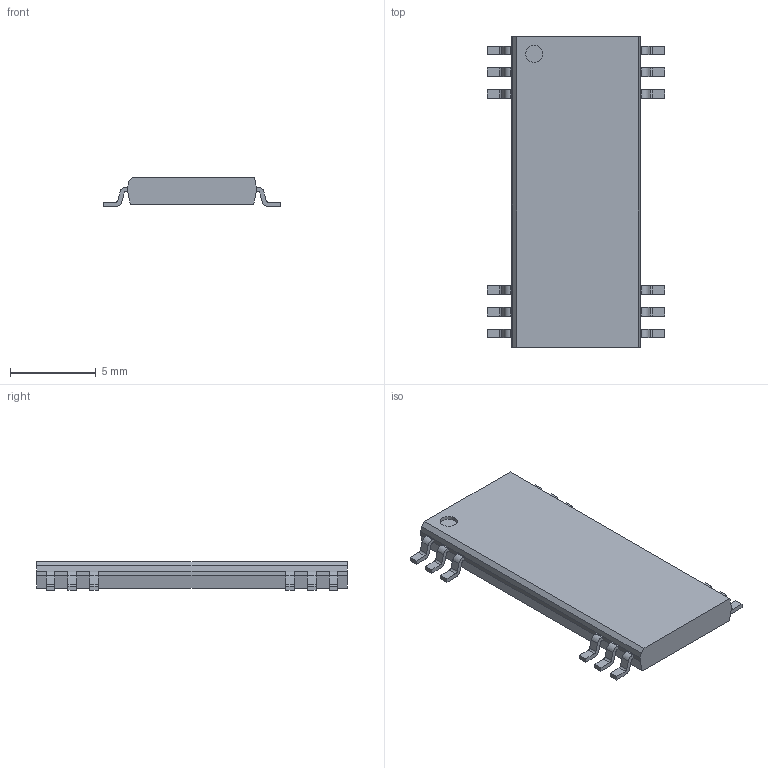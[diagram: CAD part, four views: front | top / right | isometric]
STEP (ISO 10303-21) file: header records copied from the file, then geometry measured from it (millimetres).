
FILE_DESCRIPTION((''),'2;1');
FILE_NAME('SOIC127P1033X265-12_28N.stp','2012-11-13T13:48:10',(''),(''),'Mechanical Desktop 2011','Mechanical Desktop 2011',', , ');
FILE_SCHEMA(('AUTOMOTIVE_DESIGN { 1 2 10303 214 1 1 1 1 }'));
Length unit declared in the file: millimetre
Products named in the file (1): Product
Bounding box: 10.36 x 18.1 x 1.68 mm (x, y, z)
Volume: 209.7 mm3; surface area: 380 mm2
Topology: 13 solids, 13 shells, 182 faces, 465 edges, 310 vertices
Faces by surface type: bspline 84, plane 72, cylinder 26
Entity records: 5841 total; most frequent: CARTESIAN_POINT 1546, ORIENTED_EDGE 930, DIRECTION 763, EDGE_CURVE 465, VECTOR 365, LINE 365, VERTEX_POINT 310, AXIS2_PLACEMENT_3D 199
